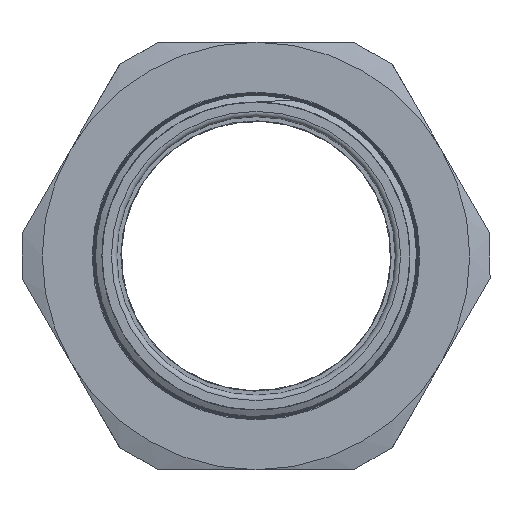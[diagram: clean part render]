
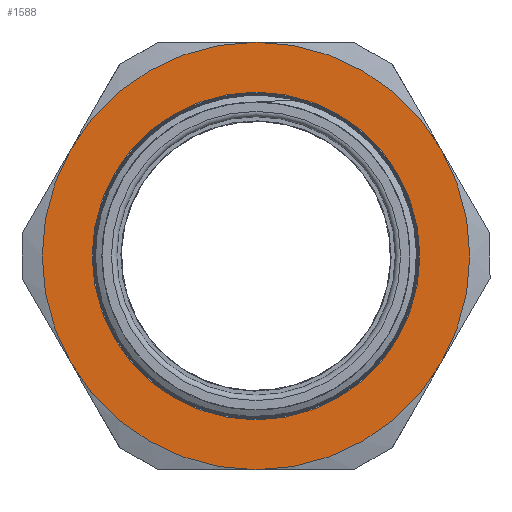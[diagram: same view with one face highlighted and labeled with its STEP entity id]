
A CAD part, left-side view. The second image highlights one B-rep face of the part: STEP entity #1588.
In plain terms, the highlighted planar face has unit normal (-1, 0, 0).
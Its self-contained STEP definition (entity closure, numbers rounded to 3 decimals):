
#68=FACE_BOUND('',#539,.T.);
#119=CIRCLE('',#1776,40.);
#120=CIRCLE('',#1778,40.);
#121=CIRCLE('',#1780,40.);
#122=CIRCLE('',#1782,40.);
#123=CIRCLE('',#1784,40.);
#130=CIRCLE('',#1799,40.);
#131=CIRCLE('',#1801,30.655);
#286=PLANE('',#1800);
#403=FACE_OUTER_BOUND('',#538,.T.);
#538=EDGE_LOOP('',(#1449,#1450,#1451,#1452,#1453,#1454));
#539=EDGE_LOOP('',(#1455));
#784=VERTEX_POINT('',#10958);
#792=VERTEX_POINT('',#10989);
#796=VERTEX_POINT('',#11007);
#804=VERTEX_POINT('',#11038);
#810=VERTEX_POINT('',#11059);
#816=VERTEX_POINT('',#11087);
#820=VERTEX_POINT('',#11151);
#1024=EDGE_CURVE('',#804,#816,#119,.T.);
#1025=EDGE_CURVE('',#816,#810,#120,.T.);
#1026=EDGE_CURVE('',#796,#804,#121,.T.);
#1027=EDGE_CURVE('',#810,#792,#122,.T.);
#1028=EDGE_CURVE('',#792,#784,#123,.T.);
#1035=EDGE_CURVE('',#784,#796,#130,.T.);
#1036=EDGE_CURVE('',#820,#820,#131,.T.);
#1449=ORIENTED_EDGE('',*,*,#1025,.F.);
#1450=ORIENTED_EDGE('',*,*,#1024,.F.);
#1451=ORIENTED_EDGE('',*,*,#1026,.F.);
#1452=ORIENTED_EDGE('',*,*,#1035,.F.);
#1453=ORIENTED_EDGE('',*,*,#1028,.F.);
#1454=ORIENTED_EDGE('',*,*,#1027,.F.);
#1455=ORIENTED_EDGE('',*,*,#1036,.T.);
#1588=ADVANCED_FACE('',(#403,#68),#286,.T.);
#1776=AXIS2_PLACEMENT_3D('',#11126,#2113,#2114);
#1778=AXIS2_PLACEMENT_3D('',#11128,#2117,#2118);
#1780=AXIS2_PLACEMENT_3D('',#11130,#2121,#2122);
#1782=AXIS2_PLACEMENT_3D('',#11132,#2125,#2126);
#1784=AXIS2_PLACEMENT_3D('',#11134,#2129,#2130);
#1799=AXIS2_PLACEMENT_3D('',#11149,#2159,#2160);
#1800=AXIS2_PLACEMENT_3D('',#11150,#2161,#2162);
#1801=AXIS2_PLACEMENT_3D('',#11152,#2163,#2164);
#2113=DIRECTION('center_axis',(1.,0.,0.));
#2114=DIRECTION('ref_axis',(0.,-1.,0.));
#2117=DIRECTION('center_axis',(1.,0.,0.));
#2118=DIRECTION('ref_axis',(0.,-1.,0.));
#2121=DIRECTION('center_axis',(1.,0.,0.));
#2122=DIRECTION('ref_axis',(0.,-1.,0.));
#2125=DIRECTION('center_axis',(1.,0.,0.));
#2126=DIRECTION('ref_axis',(0.,-1.,0.));
#2129=DIRECTION('center_axis',(1.,0.,0.));
#2130=DIRECTION('ref_axis',(0.,-1.,0.));
#2159=DIRECTION('center_axis',(1.,0.,0.));
#2160=DIRECTION('ref_axis',(0.,-1.,0.));
#2161=DIRECTION('center_axis',(-1.,0.,0.));
#2162=DIRECTION('ref_axis',(0.,0.,1.));
#2163=DIRECTION('center_axis',(1.,0.,0.));
#2164=DIRECTION('ref_axis',(0.,1.,0.));
#10958=CARTESIAN_POINT('',(-23.25,-34.641,20.));
#10989=CARTESIAN_POINT('',(-23.25,0.,40.));
#11007=CARTESIAN_POINT('',(-23.25,-34.641,-20.));
#11038=CARTESIAN_POINT('',(-23.25,0.,-40.));
#11059=CARTESIAN_POINT('',(-23.25,34.641,20.));
#11087=CARTESIAN_POINT('',(-23.25,34.641,-20.));
#11126=CARTESIAN_POINT('Origin',(-23.25,0.,0.));
#11128=CARTESIAN_POINT('Origin',(-23.25,0.,0.));
#11130=CARTESIAN_POINT('Origin',(-23.25,0.,0.));
#11132=CARTESIAN_POINT('Origin',(-23.25,0.,0.));
#11134=CARTESIAN_POINT('Origin',(-23.25,0.,0.));
#11149=CARTESIAN_POINT('Origin',(-23.25,0.,0.));
#11150=CARTESIAN_POINT('Origin',(-23.25,43.985,0.));
#11151=CARTESIAN_POINT('',(-23.25,30.655,0.));
#11152=CARTESIAN_POINT('Origin',(-23.25,0.,0.));
